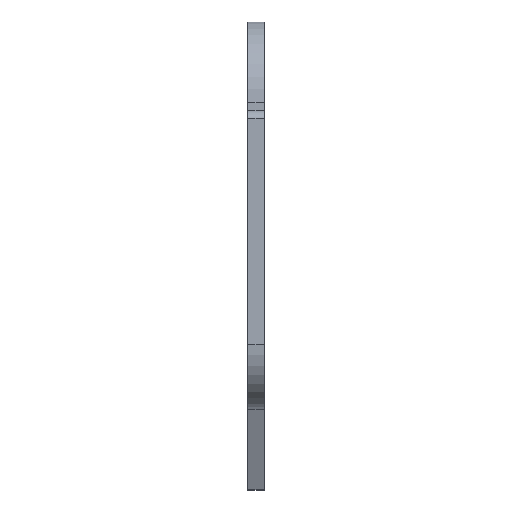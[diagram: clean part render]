
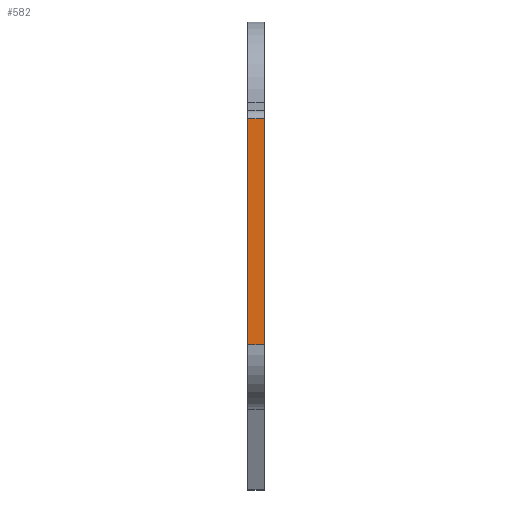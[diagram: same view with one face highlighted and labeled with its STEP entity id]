
A CAD part, left-side view. The second image highlights one B-rep face of the part: STEP entity #582.
In plain terms, the highlighted planar face has unit normal (-1, 0, 0).
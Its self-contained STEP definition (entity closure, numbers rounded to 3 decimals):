
#530=CARTESIAN_POINT('Vertex',(-13.,11.,20.)) ;
#533=CARTESIAN_POINT('Line Origine',(-13.,12.,20.)) ;
#537=CARTESIAN_POINT('Vertex',(-13.,13.,20.)) ;
#552=CARTESIAN_POINT('Axis2P3D Location',(-13.,11.,48.)) ;
#557=CARTESIAN_POINT('Line Origine',(-13.,11.,34.)) ;
#561=CARTESIAN_POINT('Vertex',(-13.,11.,48.)) ;
#564=CARTESIAN_POINT('Line Origine',(-13.,12.,48.)) ;
#568=CARTESIAN_POINT('Vertex',(-13.,13.,48.)) ;
#571=CARTESIAN_POINT('Line Origine',(-13.,13.,34.)) ;
#534=DIRECTION('Vector Direction',(0.,1.,0.)) ;
#553=DIRECTION('Axis2P3D Direction',(1.,-0.,0.)) ;
#554=DIRECTION('Axis2P3D XDirection',(0.,0.,-1.)) ;
#558=DIRECTION('Vector Direction',(0.,0.,-1.)) ;
#565=DIRECTION('Vector Direction',(0.,1.,0.)) ;
#572=DIRECTION('Vector Direction',(0.,0.,-1.)) ;
#555=AXIS2_PLACEMENT_3D('Plane Axis2P3D',#552,#553,#554) ;
#577=ORIENTED_EDGE('',*,*,#539,.F.) ;
#578=ORIENTED_EDGE('',*,*,#563,.T.) ;
#579=ORIENTED_EDGE('',*,*,#570,.T.) ;
#580=ORIENTED_EDGE('',*,*,#575,.F.) ;
#535=VECTOR('Line Direction',#534,1.) ;
#559=VECTOR('Line Direction',#558,1.) ;
#566=VECTOR('Line Direction',#565,1.) ;
#573=VECTOR('Line Direction',#572,1.) ;
#582=ADVANCED_FACE('Corps principal',(#581),#556,.F.) ;
#539=EDGE_CURVE('',#531,#538,#536,.T.) ;
#563=EDGE_CURVE('',#531,#562,#560,.F.) ;
#570=EDGE_CURVE('',#562,#569,#567,.T.) ;
#575=EDGE_CURVE('',#538,#569,#574,.F.) ;
#576=EDGE_LOOP('',(#577,#578,#579,#580)) ;
#581=FACE_OUTER_BOUND('',#576,.T.) ;
#536=LINE('Line',#533,#535) ;
#560=LINE('Line',#557,#559) ;
#567=LINE('Line',#564,#566) ;
#574=LINE('Line',#571,#573) ;
#556=PLANE('Plane',#555) ;
#531=VERTEX_POINT('',#530) ;
#538=VERTEX_POINT('',#537) ;
#562=VERTEX_POINT('',#561) ;
#569=VERTEX_POINT('',#568) ;
